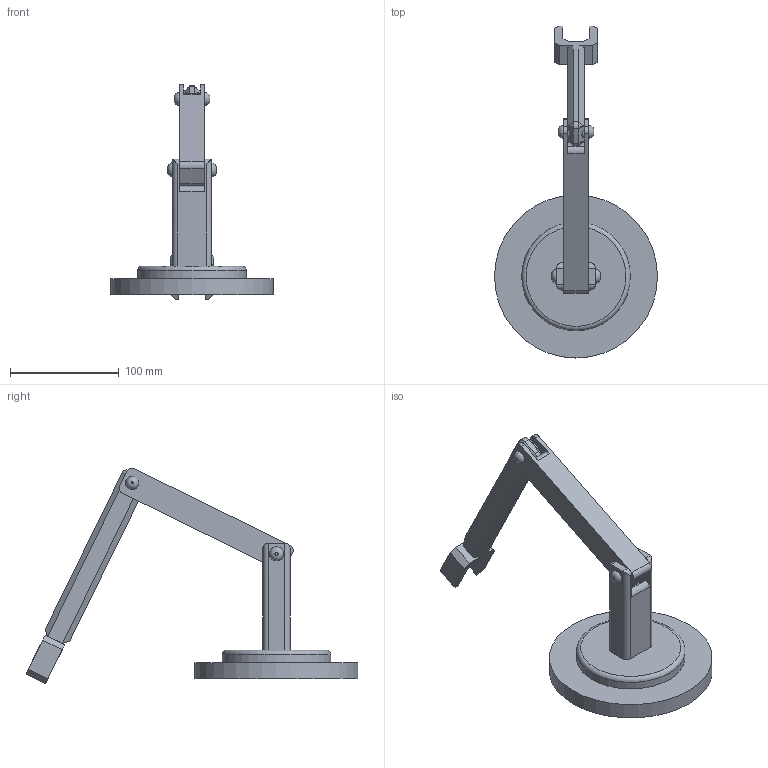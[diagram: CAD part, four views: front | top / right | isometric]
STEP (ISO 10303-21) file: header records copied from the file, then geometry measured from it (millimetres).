
FILE_DESCRIPTION(/* description */ ('STEP AP242','CAx-IF Rec.Pracs.---Representation and Presentation of Product Manufacturing Information (PMI)---4.0---2014-10-13','CAx-IF Rec.Pracs.---3D Tessellated Geometry---0.4---2014-09-14','2;1','CAx-IF Rec.Pracs.---User Defined Attributes---1.5---2016-08-15'),/* implementation_level */ '2;1');
FILE_NAME(/* name */ '691e07abc374257acddd439d',/* time_stamp */ '2025-11-19T18:08:43Z',/* author */ (''),/* organization */ (''),/* preprocessor_version */ 'ST-DEVELOPER v20',/* originating_system */ 'ONSHAPE BY PTC INC, 1.206',/* authorisation */ ' ');
FILE_SCHEMA (('AP242_MANAGED_MODEL_BASED_3D_ENGINEERING_MIM_LF { 1 0 10303 442 1 1 4 }'));
Length unit declared in the file: metre
Products named in the file (5): Assembly 1; ESL 2; ESL 1; BASE; ESL 3
Assembly tree (4 placements, depth 2):
  Assembly 1
    ESL 2
    ESL 1
    BASE
    ESL 3
Bounding box: 150 x 305.47 x 198.27 mm (x, y, z)
Volume: 586804.5 mm3; surface area: 114525.7 mm2
Topology: 4 solids, 4 shells, 97 faces, 236 edges, 148 vertices
Faces by surface type: plane 57, cylinder 31, torus 5, cone 4
Full cylindrical faces by diameter (mm): 12 x4, 13 x4, 100 x2, 150 x1
Entity records: 2785 total; most frequent: DIRECTION 478, CARTESIAN_POINT 452, ORIENTED_EDGE 418, EDGE_CURVE 209, AXIS2_PLACEMENT_3D 167, LINE 144, VECTOR 144, VERTEX_POINT 141
